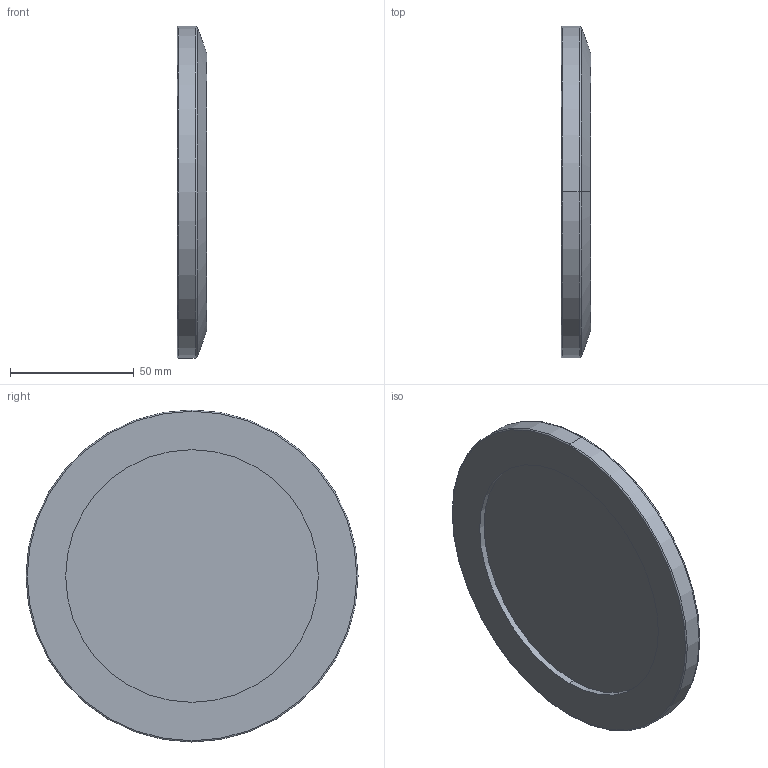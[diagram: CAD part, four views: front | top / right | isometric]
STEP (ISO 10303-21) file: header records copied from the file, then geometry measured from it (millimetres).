
FILE_DESCRIPTION(('FreeCAD Model'),'2;1');
FILE_NAME('ISO-KF_100-FCAD.STEP','2021-01-08T22:42:32',( 'Author'),(''),'Open CASCADE STEP processor 6.8','FreeCAD','Unknown' );
FILE_SCHEMA(('AUTOMOTIVE_DESIGN_CC2 { 1 2 10303 214 -1 1 5 4 }'));
Length unit declared in the file: millimetre
Products named in the file (1): 150109003
Bounding box: 12.1 x 134 x 134 mm (x, y, z)
Volume: 139998.1 mm3; surface area: 32488.1 mm2
Topology: 1 solids, 1 shells, 50 faces, 126 edges, 82 vertices
Faces by surface type: plane 32, bspline 8, torus 4, cylinder 4, cone 2
Entity records: 5077 total; most frequent: CARTESIAN_POINT 2667, DIRECTION 388, LINE 264, VECTOR 264, ORIENTED_EDGE 252, PCURVE 252, DEFINITIONAL_REPRESENTATION 252, EDGE_CURVE 126
